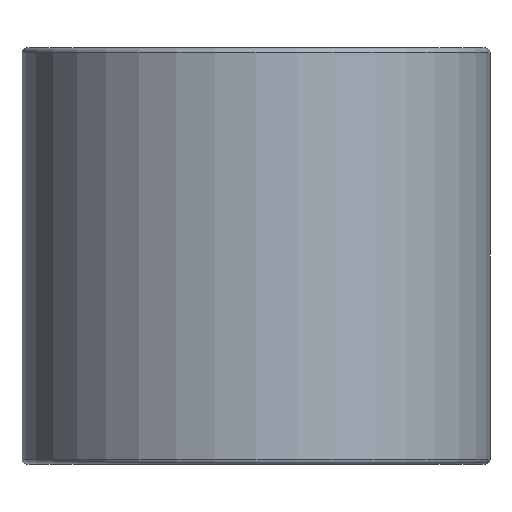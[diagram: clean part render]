
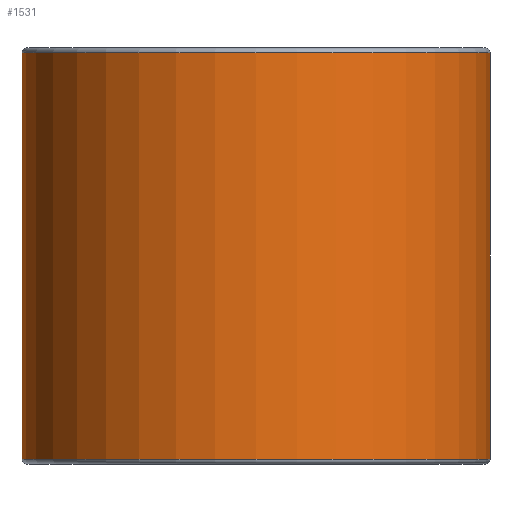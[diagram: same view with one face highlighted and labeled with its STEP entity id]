
A CAD part, front view. The second image highlights one B-rep face of the part: STEP entity #1531.
In plain terms, the highlighted cylindrical face has radius 3.572 mm (diameter 7.144 mm), a partial arc.
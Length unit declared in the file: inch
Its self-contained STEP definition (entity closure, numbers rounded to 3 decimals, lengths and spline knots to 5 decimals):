
#96 = VECTOR ( 'NONE', #1053, 39.37008 ) ;
#186 = CYLINDRICAL_SURFACE ( 'NONE', #798, 0.14062 ) ;
#200 = ORIENTED_EDGE ( 'NONE', *, *, #246, .T. ) ;
#213 = VECTOR ( 'NONE', #1636, 39.37008 ) ;
#228 = VERTEX_POINT ( 'NONE', #1200 ) ;
#246 = EDGE_CURVE ( 'NONE', #996, #228, #1009, .T. ) ;
#315 = CARTESIAN_POINT ( 'NONE',  ( 0.14062, 0., -0.12219 ) ) ;
#502 = CARTESIAN_POINT ( 'NONE',  ( -0.14062, 0., 0.125 ) ) ;
#515 = CARTESIAN_POINT ( 'NONE',  ( 0., 0., -0.12219 ) ) ;
#535 = DIRECTION ( 'NONE',  ( 0., 0., -1. ) ) ;
#550 = CARTESIAN_POINT ( 'NONE',  ( 0.14062, 0., 0.125 ) ) ;
#621 = ORIENTED_EDGE ( 'NONE', *, *, #1481, .F. ) ;
#642 = EDGE_LOOP ( 'NONE', ( #621, #1014, #1694, #200 ) ) ;
#714 = AXIS2_PLACEMENT_3D ( 'NONE', #515, #1738, #1620 ) ;
#741 = CARTESIAN_POINT ( 'NONE',  ( -0.14062, 0., -0.12219 ) ) ;
#780 = CIRCLE ( 'NONE', #714, 0.14062 ) ;
#798 = AXIS2_PLACEMENT_3D ( 'NONE', #1594, #1707, #1316 ) ;
#810 = VERTEX_POINT ( 'NONE', #741 ) ;
#841 = LINE ( 'NONE', #502, #96 ) ;
#991 = EDGE_CURVE ( 'NONE', #1232, #996, #1404, .T. ) ;
#996 = VERTEX_POINT ( 'NONE', #1513 ) ;
#1009 = CIRCLE ( 'NONE', #1732, 0.14062 ) ;
#1014 = ORIENTED_EDGE ( 'NONE', *, *, #1618, .T. ) ;
#1053 = DIRECTION ( 'NONE',  ( 0., 0., 1. ) ) ;
#1200 = CARTESIAN_POINT ( 'NONE',  ( -0.14062, 0., 0.12219 ) ) ;
#1232 = VERTEX_POINT ( 'NONE', #315 ) ;
#1316 = DIRECTION ( 'NONE',  ( 1., 0., 0. ) ) ;
#1374 = CARTESIAN_POINT ( 'NONE',  ( 0., 0., 0.12219 ) ) ;
#1404 = LINE ( 'NONE', #550, #213 ) ;
#1481 = EDGE_CURVE ( 'NONE', #810, #228, #841, .T. ) ;
#1490 = FACE_OUTER_BOUND ( 'NONE', #642, .T. ) ;
#1494 = DIRECTION ( 'NONE',  ( -1., 0., 0. ) ) ;
#1513 = CARTESIAN_POINT ( 'NONE',  ( 0.14062, 0., 0.12219 ) ) ;
#1531 = ADVANCED_FACE ( 'NONE', ( #1490 ), #186, .T. ) ;
#1594 = CARTESIAN_POINT ( 'NONE',  ( 0., 0., 0.125 ) ) ;
#1618 = EDGE_CURVE ( 'NONE', #810, #1232, #780, .T. ) ;
#1620 = DIRECTION ( 'NONE',  ( 1., 0., 0. ) ) ;
#1636 = DIRECTION ( 'NONE',  ( 0., 0., 1. ) ) ;
#1694 = ORIENTED_EDGE ( 'NONE', *, *, #991, .T. ) ;
#1707 = DIRECTION ( 'NONE',  ( 0., 0., 1. ) ) ;
#1732 = AXIS2_PLACEMENT_3D ( 'NONE', #1374, #535, #1494 ) ;
#1738 = DIRECTION ( 'NONE',  ( 0., 0., 1. ) ) ;
